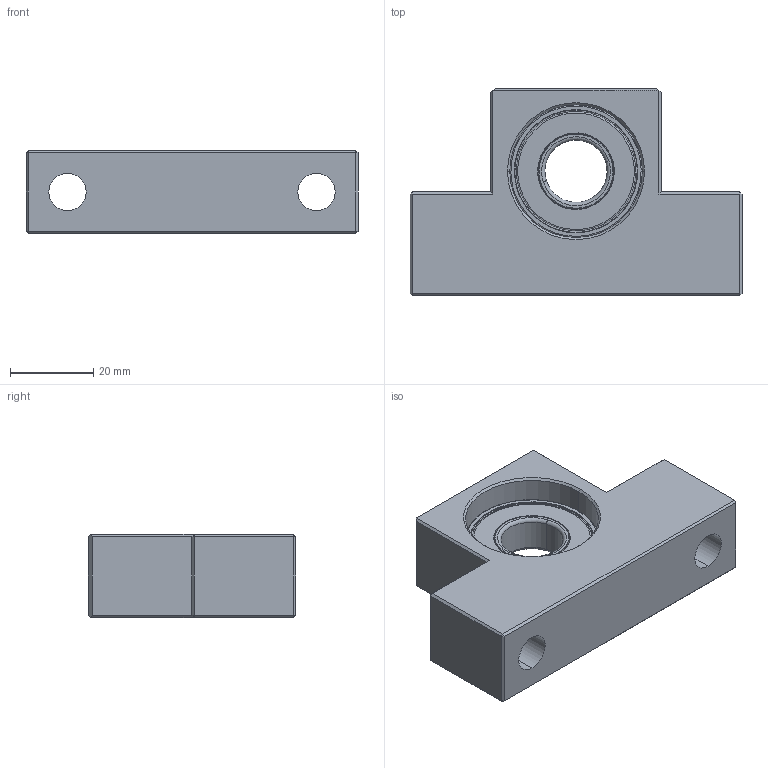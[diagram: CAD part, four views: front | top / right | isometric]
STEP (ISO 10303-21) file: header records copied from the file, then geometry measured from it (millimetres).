
FILE_DESCRIPTION (( 'STEP AP203' ), '1' );
FILE_NAME ('EF15²Õ¦X¥ó.STEP', '2014-05-08T07:20:33', ( '' ), ( '' ), 'SwSTEP 2.0', 'SolidWorks 2014', '' );
FILE_SCHEMA (( 'CONFIG_CONTROL_DESIGN' ));
Length unit declared in the file: millimetre
Products named in the file (1): EF15組合件
Bounding box: 80 x 50 x 20 mm (x, y, z)
Volume: 44515.8 mm3; surface area: 19010.1 mm2
Topology: 13 solids, 13 shells, 249 faces, 599 edges, 365 vertices
Faces by surface type: plane 102, torus 66, cylinder 59, sphere 14, cone 8
Entity records: 7553 total; most frequent: CARTESIAN_POINT 1836, DIRECTION 1262, ORIENTED_EDGE 1128, EDGE_CURVE 564, AXIS2_PLACEMENT_3D 518, VERTEX_POINT 344, CIRCLE 268, EDGE_LOOP 268
